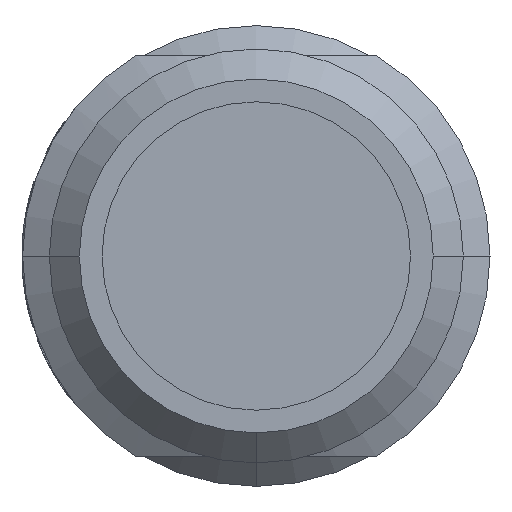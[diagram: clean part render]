
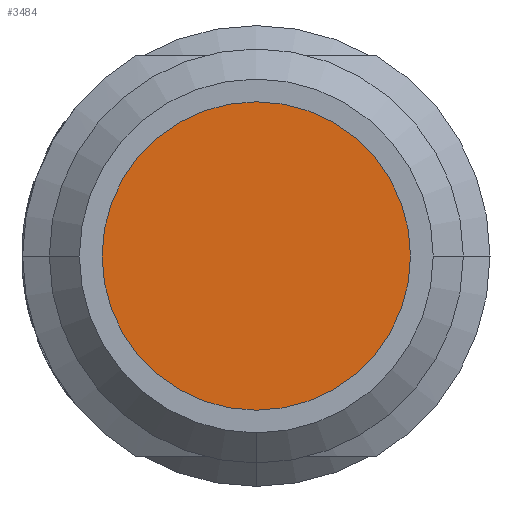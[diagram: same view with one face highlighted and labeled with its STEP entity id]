
A CAD part, left-side view. The second image highlights one B-rep face of the part: STEP entity #3484.
In plain terms, the highlighted planar face has unit normal (-1, 0, 0).
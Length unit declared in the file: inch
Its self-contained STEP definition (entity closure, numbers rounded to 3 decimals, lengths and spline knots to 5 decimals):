
#399 = DIRECTION ( 'NONE',  ( -1., 0., 0. ) ) ;
#560 = DIRECTION ( 'NONE',  ( -1., 0., 0. ) ) ;
#640 = CIRCLE ( 'NONE', #5454, 0.09094 ) ;
#659 = DIRECTION ( 'NONE',  ( -1., 0., 0. ) ) ;
#733 = CARTESIAN_POINT ( 'NONE',  ( 0.07677, -0.09094, 0. ) ) ;
#832 = ORIENTED_EDGE ( 'NONE', *, *, #6759, .T. ) ;
#855 = EDGE_CURVE ( 'NONE', #3313, #4768, #2208, .T. ) ;
#906 = PLANE ( 'NONE',  #6835 ) ;
#991 = DIRECTION ( 'NONE',  ( 0., 0., 1. ) ) ;
#1239 = DIRECTION ( 'NONE',  ( 0., 0., 1. ) ) ;
#1385 = ORIENTED_EDGE ( 'NONE', *, *, #5578, .T. ) ;
#1563 = AXIS2_PLACEMENT_3D ( 'NONE', #5637, #659, #1239 ) ;
#2158 = CIRCLE ( 'NONE', #1563, 0.09094 ) ;
#2208 = CIRCLE ( 'NONE', #4315, 0.09094 ) ;
#2678 = DIRECTION ( 'NONE',  ( -1., 0., 0. ) ) ;
#3084 = VERTEX_POINT ( 'NONE', #733 ) ;
#3232 = FACE_OUTER_BOUND ( 'NONE', #5089, .T. ) ;
#3234 = ORIENTED_EDGE ( 'NONE', *, *, #855, .T. ) ;
#3284 = CARTESIAN_POINT ( 'NONE',  ( 0.07677, 0., 0. ) ) ;
#3313 = VERTEX_POINT ( 'NONE', #5560 ) ;
#3484 = ADVANCED_FACE ( 'NONE', ( #3232 ), #906, .T. ) ;
#4315 = AXIS2_PLACEMENT_3D ( 'NONE', #3284, #560, #991 ) ;
#4768 = VERTEX_POINT ( 'NONE', #6725 ) ;
#5089 = EDGE_LOOP ( 'NONE', ( #1385, #832, #3234 ) ) ;
#5454 = AXIS2_PLACEMENT_3D ( 'NONE', #6030, #399, #5992 ) ;
#5474 = CARTESIAN_POINT ( 'NONE',  ( 0.07677, 0., 0. ) ) ;
#5560 = CARTESIAN_POINT ( 'NONE',  ( 0.07677, 0., 0.09094 ) ) ;
#5578 = EDGE_CURVE ( 'NONE', #4768, #3084, #2158, .T. ) ;
#5637 = CARTESIAN_POINT ( 'NONE',  ( 0.07677, 0., 0. ) ) ;
#5992 = DIRECTION ( 'NONE',  ( 0., 0., 1. ) ) ;
#6030 = CARTESIAN_POINT ( 'NONE',  ( 0.07677, 0., 0. ) ) ;
#6066 = DIRECTION ( 'NONE',  ( 0., 0., 1. ) ) ;
#6725 = CARTESIAN_POINT ( 'NONE',  ( 0.07677, 0.09094, 0. ) ) ;
#6759 = EDGE_CURVE ( 'NONE', #3084, #3313, #640, .T. ) ;
#6835 = AXIS2_PLACEMENT_3D ( 'NONE', #5474, #2678, #6066 ) ;
